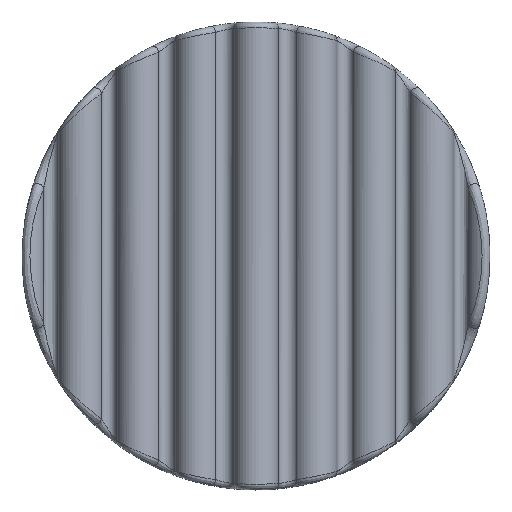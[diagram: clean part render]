
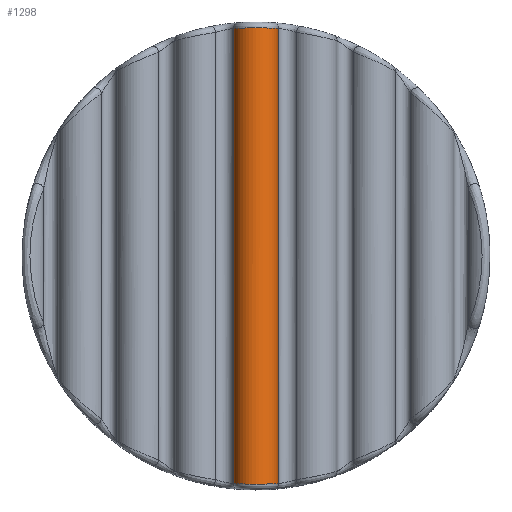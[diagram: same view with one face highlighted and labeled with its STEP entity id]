
A CAD part, front view. The second image highlights one B-rep face of the part: STEP entity #1298.
In plain terms, the highlighted cylindrical face has radius 0.762 mm (diameter 1.524 mm), a partial arc.
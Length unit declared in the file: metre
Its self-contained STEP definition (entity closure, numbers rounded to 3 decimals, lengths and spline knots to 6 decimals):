
#135=B_SPLINE_CURVE_WITH_KNOTS('',3,(#1860,#1861,#1862,#1863,#1864,#1865,
#1866),.UNSPECIFIED.,.F.,.F.,(4,1,1,1,4),(0.,0.000596,0.001191,
0.001787,0.002382),.UNSPECIFIED.);
#136=B_SPLINE_CURVE_WITH_KNOTS('',3,(#1867,#1868,#1869,#1870,#1871,#1872,
#1873),.UNSPECIFIED.,.F.,.F.,(4,1,1,1,4),(0.,0.000596,0.001191,
0.001787,0.002382),.UNSPECIFIED.);
#211=ORIENTED_EDGE('',*,*,#617,.F.);
#212=ORIENTED_EDGE('',*,*,#618,.T.);
#213=ORIENTED_EDGE('',*,*,#614,.T.);
#214=ORIENTED_EDGE('',*,*,#619,.T.);
#614=EDGE_CURVE('',#817,#818,#934,.T.);
#617=EDGE_CURVE('',#819,#820,#937,.T.);
#618=EDGE_CURVE('',#819,#817,#135,.T.);
#619=EDGE_CURVE('',#818,#820,#136,.T.);
#817=VERTEX_POINT('',#1852);
#818=VERTEX_POINT('',#1853);
#819=VERTEX_POINT('',#1858);
#820=VERTEX_POINT('',#1859);
#934=LINE('',#1851,#1010);
#937=LINE('',#1857,#1013);
#1010=VECTOR('',#1521,1.);
#1013=VECTOR('',#1526,1.);
#1086=EDGE_LOOP('',(#211,#212,#213,#214));
#1174=FACE_BOUND('',#1086,.T.);
#1261=CYLINDRICAL_SURFACE('',#1398,0.000762);
#1298=ADVANCED_FACE('',(#1174),#1261,.T.);
#1398=AXIS2_PLACEMENT_3D('',#1856,#1524,#1525);
#1521=DIRECTION('',(0.,0.,1.));
#1524=DIRECTION('',(0.,0.,1.));
#1525=DIRECTION('',(0.,-1.,0.));
#1526=DIRECTION('',(0.,0.,1.));
#1851=CARTESIAN_POINT('',(0.010967,-0.005911,-0.012824));
#1852=CARTESIAN_POINT('',(0.010967,-0.005911,-0.011653));
#1853=CARTESIAN_POINT('',(0.010967,-0.005911,0.003784));
#1856=CARTESIAN_POINT('',(0.010205,-0.005911,-0.012824));
#1857=CARTESIAN_POINT('',(0.009443,-0.005911,-0.012824));
#1858=CARTESIAN_POINT('',(0.009443,-0.005911,-0.011653));
#1859=CARTESIAN_POINT('',(0.009443,-0.005911,0.003784));
#1860=CARTESIAN_POINT('',(0.009443,-0.005911,-0.011653));
#1861=CARTESIAN_POINT('',(0.009443,-0.006112,-0.011653));
#1862=CARTESIAN_POINT('',(0.009608,-0.006507,-0.011663));
#1863=CARTESIAN_POINT('',(0.010204,-0.006756,-0.011678));
#1864=CARTESIAN_POINT('',(0.010802,-0.006508,-0.011663));
#1865=CARTESIAN_POINT('',(0.010967,-0.006112,-0.011653));
#1866=CARTESIAN_POINT('',(0.010967,-0.005911,-0.011653));
#1867=CARTESIAN_POINT('',(0.010967,-0.005911,0.003784));
#1868=CARTESIAN_POINT('',(0.010967,-0.006112,0.003784));
#1869=CARTESIAN_POINT('',(0.010802,-0.006507,0.003795));
#1870=CARTESIAN_POINT('',(0.010206,-0.006756,0.00381));
#1871=CARTESIAN_POINT('',(0.009608,-0.006508,0.003795));
#1872=CARTESIAN_POINT('',(0.009443,-0.006112,0.003784));
#1873=CARTESIAN_POINT('',(0.009443,-0.005911,0.003784));
